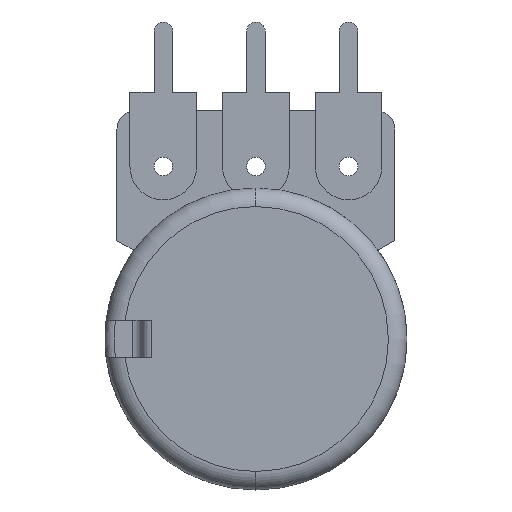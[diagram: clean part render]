
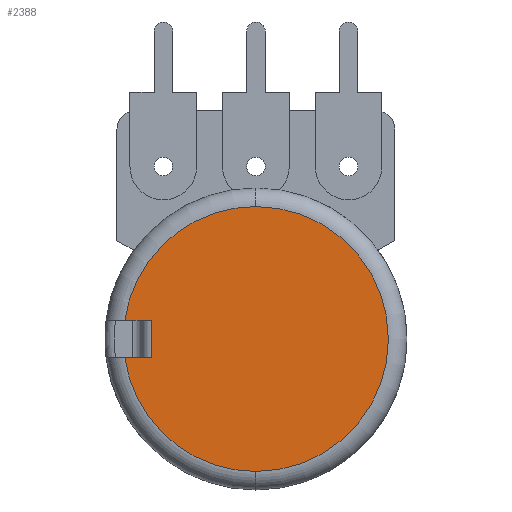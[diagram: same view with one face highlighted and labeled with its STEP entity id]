
A CAD part, front view. The second image highlights one B-rep face of the part: STEP entity #2388.
In plain terms, the highlighted planar face has unit normal (0, -1, 0).
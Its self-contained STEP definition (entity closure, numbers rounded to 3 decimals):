
#214 = CARTESIAN_POINT ( 'NONE',  ( -5.65, 0., 1. ) ) ;
#215 = LINE ( 'NONE', #1296, #3435 ) ;
#344 = CARTESIAN_POINT ( 'NONE',  ( 0., 0., 0. ) ) ;
#362 = AXIS2_PLACEMENT_3D ( 'NONE', #713, #2383, #5023 ) ;
#444 = VERTEX_POINT ( 'NONE', #214 ) ;
#614 = EDGE_CURVE ( 'NONE', #2976, #4897, #2940, .T. ) ;
#713 = CARTESIAN_POINT ( 'NONE',  ( 0., 0., 0. ) ) ;
#754 = PLANE ( 'NONE',  #362 ) ;
#1063 = EDGE_CURVE ( 'NONE', #3793, #5067, #6202, .T. ) ;
#1082 = ORIENTED_EDGE ( 'NONE', *, *, #6169, .T. ) ;
#1126 = EDGE_LOOP ( 'NONE', ( #3408, #4849, #6736, #1082, #3295, #3983 ) ) ;
#1296 = CARTESIAN_POINT ( 'NONE',  ( -5.65, 0., 0. ) ) ;
#1358 = CARTESIAN_POINT ( 'NONE',  ( -7.08, 0., -1. ) ) ;
#1491 = EDGE_CURVE ( 'NONE', #444, #2976, #215, .T. ) ;
#1799 = DIRECTION ( 'NONE',  ( 0., 0., 1. ) ) ;
#1939 = CARTESIAN_POINT ( 'NONE',  ( -5.65, 0., -1. ) ) ;
#1986 = CARTESIAN_POINT ( 'NONE',  ( -8.15, 0., 1. ) ) ;
#2018 = AXIS2_PLACEMENT_3D ( 'NONE', #7033, #4273, #2704 ) ;
#2383 = DIRECTION ( 'NONE',  ( 0., 1., 0. ) ) ;
#2388 = ADVANCED_FACE ( 'NONE', ( #3515 ), #754, .F. ) ;
#2533 = CARTESIAN_POINT ( 'NONE',  ( -7.08, 0., 1. ) ) ;
#2704 = DIRECTION ( 'NONE',  ( 0., 0., 1. ) ) ;
#2813 = VECTOR ( 'NONE', #3513, 1000. ) ;
#2903 = CARTESIAN_POINT ( 'NONE',  ( 0., 0., -1. ) ) ;
#2940 = LINE ( 'NONE', #2903, #4914 ) ;
#2976 = VERTEX_POINT ( 'NONE', #1939 ) ;
#3295 = ORIENTED_EDGE ( 'NONE', *, *, #1063, .T. ) ;
#3408 = ORIENTED_EDGE ( 'NONE', *, *, #5990, .F. ) ;
#3435 = VECTOR ( 'NONE', #3456, 1000. ) ;
#3456 = DIRECTION ( 'NONE',  ( 0., 0., -1. ) ) ;
#3513 = DIRECTION ( 'NONE',  ( -1., 0., 0. ) ) ;
#3515 = FACE_OUTER_BOUND ( 'NONE', #1126, .T. ) ;
#3622 = DIRECTION ( 'NONE',  ( 0., 0., 1. ) ) ;
#3793 = VERTEX_POINT ( 'NONE', #4179 ) ;
#3828 = AXIS2_PLACEMENT_3D ( 'NONE', #344, #6411, #3622 ) ;
#3898 = DIRECTION ( 'NONE',  ( 0., -1., 0. ) ) ;
#3983 = ORIENTED_EDGE ( 'NONE', *, *, #5049, .T. ) ;
#4179 = CARTESIAN_POINT ( 'NONE',  ( 0., 0., -7.15 ) ) ;
#4273 = DIRECTION ( 'NONE',  ( 0., -1., 0. ) ) ;
#4458 = CARTESIAN_POINT ( 'NONE',  ( 0., 0., 0. ) ) ;
#4849 = ORIENTED_EDGE ( 'NONE', *, *, #1491, .T. ) ;
#4897 = VERTEX_POINT ( 'NONE', #1358 ) ;
#4914 = VECTOR ( 'NONE', #5126, 1000. ) ;
#5023 = DIRECTION ( 'NONE',  ( 0., 0., 1. ) ) ;
#5049 = EDGE_CURVE ( 'NONE', #5067, #5846, #5439, .T. ) ;
#5067 = VERTEX_POINT ( 'NONE', #6919 ) ;
#5126 = DIRECTION ( 'NONE',  ( -1., 0., 0. ) ) ;
#5439 = CIRCLE ( 'NONE', #3828, 7.15 ) ;
#5846 = VERTEX_POINT ( 'NONE', #2533 ) ;
#5919 = CIRCLE ( 'NONE', #2018, 7.15 ) ;
#5990 = EDGE_CURVE ( 'NONE', #444, #5846, #6856, .T. ) ;
#6169 = EDGE_CURVE ( 'NONE', #4897, #3793, #5919, .T. ) ;
#6202 = CIRCLE ( 'NONE', #6309, 7.15 ) ;
#6309 = AXIS2_PLACEMENT_3D ( 'NONE', #4458, #3898, #1799 ) ;
#6411 = DIRECTION ( 'NONE',  ( 0., -1., 0. ) ) ;
#6736 = ORIENTED_EDGE ( 'NONE', *, *, #614, .T. ) ;
#6856 = LINE ( 'NONE', #1986, #2813 ) ;
#6919 = CARTESIAN_POINT ( 'NONE',  ( 0., 0., 7.15 ) ) ;
#7033 = CARTESIAN_POINT ( 'NONE',  ( 0., 0., 0. ) ) ;
